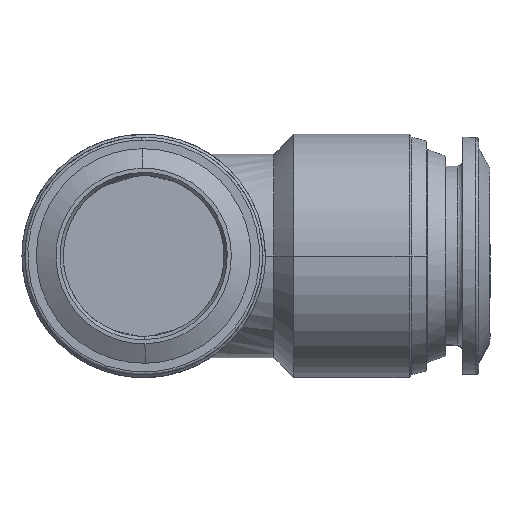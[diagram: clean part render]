
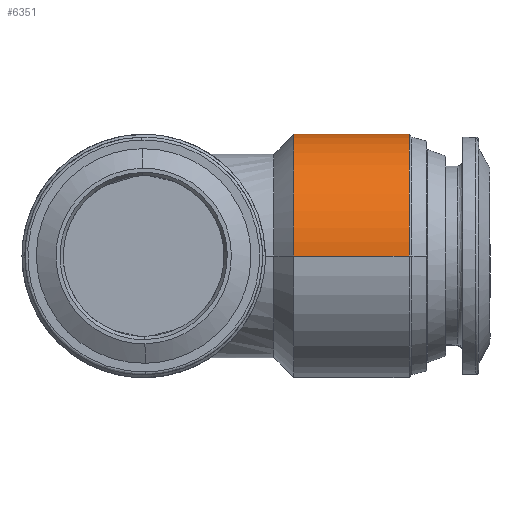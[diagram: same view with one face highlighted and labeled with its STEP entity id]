
A CAD part, left-side view. The second image highlights one B-rep face of the part: STEP entity #6351.
In plain terms, the highlighted free-form (B-spline) face has degree [1, 3] with [2, 7] control points.
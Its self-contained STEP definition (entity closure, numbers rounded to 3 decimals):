
#431 = ORIENTED_EDGE ( 'NONE', *, *, #3479, .F. ) ;
#477 = CARTESIAN_POINT ( 'NONE',  ( 10.75, -13.25, 6.297 ) ) ;
#512 = CARTESIAN_POINT ( 'NONE',  ( -6.297, -23.448, 10.75 ) ) ;
#546 = CARTESIAN_POINT ( 'NONE',  ( 10.75, -23.448, 6.297 ) ) ;
#616 = EDGE_LOOP ( 'NONE', ( #4434, #4422, #431, #6949 ) ) ;
#808 = CARTESIAN_POINT ( 'NONE',  ( 6.297, -13.25, 10.75 ) ) ;
#1215 = CARTESIAN_POINT ( 'NONE',  ( 0., -13.25, 10.75 ) ) ;
#1246 = CARTESIAN_POINT ( 'NONE',  ( 10.75, -23.448, 6.297 ) ) ;
#1316 = CARTESIAN_POINT ( 'NONE',  ( -10.75, -23.448, 0. ) ) ;
#1392 = VERTEX_POINT ( 'NONE', #5622 ) ;
#1482 = CARTESIAN_POINT ( 'NONE',  ( -10.75, -13.25, 6.297 ) ) ;
#1513 = CARTESIAN_POINT ( 'NONE',  ( -10.75, -13.25, 0. ) ) ;
#1515 = VERTEX_POINT ( 'NONE', #8530 ) ;
#1544 = CARTESIAN_POINT ( 'NONE',  ( 10.75, -13.25, 6.297 ) ) ;
#1913 = CARTESIAN_POINT ( 'NONE',  ( 10.75, -23.448, 0. ) ) ;
#2103 = VERTEX_POINT ( 'NONE', #7559 ) ;
#2577 = CARTESIAN_POINT ( 'NONE',  ( -10.75, -23.448, 0. ) ) ;
#2617 = CARTESIAN_POINT ( 'NONE',  ( -6.297, -13.25, 10.75 ) ) ;
#2658 = CARTESIAN_POINT ( 'NONE',  ( 6.297, -23.448, 10.75 ) ) ;
#2687 = EDGE_CURVE ( 'NONE', #1392, #1515, #9273, .T. ) ;
#3103 = CARTESIAN_POINT ( 'NONE',  ( -10.75, -13.25, 0. ) ) ;
#3183 = CARTESIAN_POINT ( 'NONE',  ( 10.75, -23.448, 0. ) ) ;
#3333 = CARTESIAN_POINT ( 'NONE',  ( 6.297, -23.448, 10.75 ) ) ;
#3436 = CARTESIAN_POINT ( 'NONE',  ( 0., -23.448, 10.75 ) ) ;
#3479 = EDGE_CURVE ( 'NONE', #1515, #9093, #6703, .T. ) ;
#3509 =( BOUNDED_CURVE ( )  B_SPLINE_CURVE ( 3, ( #5115, #1544, #808, #3727, #3642, #1482, #1513 ),
 .UNSPECIFIED., .F., .F. ) 
 B_SPLINE_CURVE_WITH_KNOTS ( ( 4, 3, 4 ),
 ( -3.142, -1.571, 0. ),
 .UNSPECIFIED. ) 
 CURVE ( )  GEOMETRIC_REPRESENTATION_ITEM ( )  RATIONAL_B_SPLINE_CURVE ( ( 1., 0.805, 0.805, 1., 0.805, 0.805, 1. ) ) 
 REPRESENTATION_ITEM ( '' )  );
#3642 = CARTESIAN_POINT ( 'NONE',  ( -6.297, -13.25, 10.75 ) ) ;
#3727 = CARTESIAN_POINT ( 'NONE',  ( 0., -13.25, 10.75 ) ) ;
#4077 = CARTESIAN_POINT ( 'NONE',  ( 10.75, -13.25, 0. ) ) ;
#4084 = CARTESIAN_POINT ( 'NONE',  ( -10.75, -23.448, 0. ) ) ;
#4422 = ORIENTED_EDGE ( 'NONE', *, *, #6283, .T. ) ;
#4434 = ORIENTED_EDGE ( 'NONE', *, *, #8851, .F. ) ;
#4592 = B_SPLINE_CURVE_WITH_KNOTS ( 'NONE', 1,
 ( #4605, #3183 ),
 .UNSPECIFIED., .F., .F.,
 ( 2, 2 ),
 ( -1., 0. ),
 .UNSPECIFIED. ) ;
#4605 = CARTESIAN_POINT ( 'NONE',  ( 10.75, -13.25, 0. ) ) ;
#5115 = CARTESIAN_POINT ( 'NONE',  ( 10.75, -13.25, 0. ) ) ;
#5565 = CARTESIAN_POINT ( 'NONE',  ( -10.75, -23.448, 6.297 ) ) ;
#5573 = CARTESIAN_POINT ( 'NONE',  ( -10.75, -13.25, 0. ) ) ;
#5622 = CARTESIAN_POINT ( 'NONE',  ( 10.75, -23.448, 0. ) ) ;
#6283 = EDGE_CURVE ( 'NONE', #2103, #9093, #3509, .T. ) ;
#6299 = CARTESIAN_POINT ( 'NONE',  ( -10.75, -13.25, 0. ) ) ;
#6351 = ADVANCED_FACE ( 'NONE', ( #7063 ), #8081, .F. ) ;
#6482 = CARTESIAN_POINT ( 'NONE',  ( -6.297, -23.448, 10.75 ) ) ;
#6703 = B_SPLINE_CURVE_WITH_KNOTS ( 'NONE', 1,
 ( #4084, #5573 ),
 .UNSPECIFIED., .F., .F.,
 ( 2, 2 ),
 ( -1., 0. ),
 .UNSPECIFIED. ) ;
#6949 = ORIENTED_EDGE ( 'NONE', *, *, #2687, .F. ) ;
#7063 = FACE_OUTER_BOUND ( 'NONE', #616, .T. ) ;
#7559 = CARTESIAN_POINT ( 'NONE',  ( 10.75, -13.25, 0. ) ) ;
#7693 = CARTESIAN_POINT ( 'NONE',  ( 0., -23.448, 10.75 ) ) ;
#7724 = CARTESIAN_POINT ( 'NONE',  ( 6.297, -13.25, 10.75 ) ) ;
#8081 =( BOUNDED_SURFACE ( )  B_SPLINE_SURFACE ( 1, 3, ( 
 ( #2577, #5565, #512, #7693, #3333, #1246, #8423 ),
 ( #6299, #8455, #2617, #1215, #7724, #477, #4077 ) ),
 .UNSPECIFIED., .F., .F., .T. ) 
 B_SPLINE_SURFACE_WITH_KNOTS ( ( 2, 2 ),
 ( 4, 3, 4 ),
 ( 0., 1. ),
 ( 0., 0.5, 1. ),
 .UNSPECIFIED. ) 
 GEOMETRIC_REPRESENTATION_ITEM ( )  RATIONAL_B_SPLINE_SURFACE ( (
 ( 1., 0.805, 0.805, 1., 0.805, 0.805, 1.),
 ( 1., 0.805, 0.805, 1., 0.805, 0.805, 1.) ) ) 
 REPRESENTATION_ITEM ( '' )  SURFACE ( )  );
#8423 = CARTESIAN_POINT ( 'NONE',  ( 10.75, -23.448, 0. ) ) ;
#8455 = CARTESIAN_POINT ( 'NONE',  ( -10.75, -13.25, 6.297 ) ) ;
#8520 = CARTESIAN_POINT ( 'NONE',  ( -10.75, -23.448, 6.297 ) ) ;
#8530 = CARTESIAN_POINT ( 'NONE',  ( -10.75, -23.448, 0. ) ) ;
#8851 = EDGE_CURVE ( 'NONE', #2103, #1392, #4592, .T. ) ;
#9093 = VERTEX_POINT ( 'NONE', #3103 ) ;
#9273 =( BOUNDED_CURVE ( )  B_SPLINE_CURVE ( 3, ( #1913, #546, #2658, #3436, #6482, #8520, #1316 ),
 .UNSPECIFIED., .F., .F. ) 
 B_SPLINE_CURVE_WITH_KNOTS ( ( 4, 3, 4 ),
 ( -3.142, -1.571, 0. ),
 .UNSPECIFIED. ) 
 CURVE ( )  GEOMETRIC_REPRESENTATION_ITEM ( )  RATIONAL_B_SPLINE_CURVE ( ( 1., 0.805, 0.805, 1., 0.805, 0.805, 1. ) ) 
 REPRESENTATION_ITEM ( '' )  );
